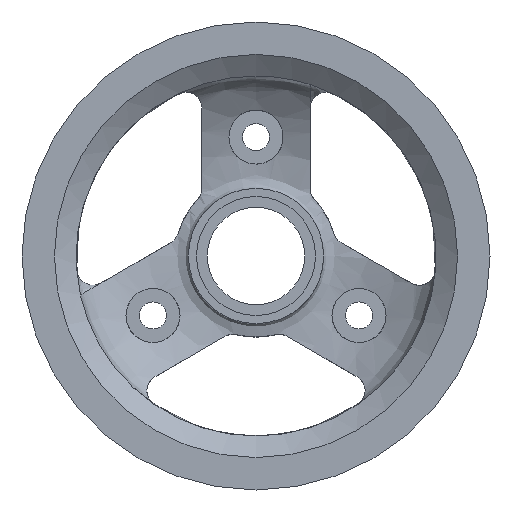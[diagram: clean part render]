
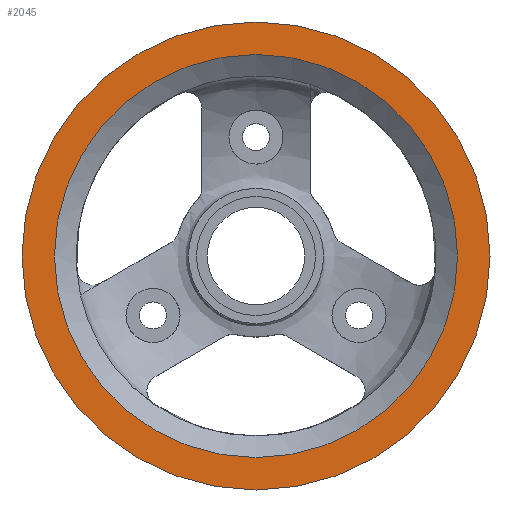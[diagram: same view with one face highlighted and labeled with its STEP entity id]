
A CAD part, left-side view. The second image highlights one B-rep face of the part: STEP entity #2045.
In plain terms, the highlighted planar face has unit normal (-1, 0, 0).
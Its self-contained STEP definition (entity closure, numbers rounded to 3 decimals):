
#388=FACE_BOUND('',#676,.T.);
#418=PLANE('',#2327);
#532=FACE_OUTER_BOUND('',#675,.T.);
#675=EDGE_LOOP('',(#1903));
#676=EDGE_LOOP('',(#1904));
#821=CIRCLE('',#2326,43.275);
#822=CIRCLE('',#2328,37.275);
#1013=VERTEX_POINT('',#4486);
#1014=VERTEX_POINT('',#4490);
#1312=EDGE_CURVE('',#1013,#1013,#821,.T.);
#1314=EDGE_CURVE('',#1014,#1014,#822,.T.);
#1903=ORIENTED_EDGE('',*,*,#1312,.T.);
#1904=ORIENTED_EDGE('',*,*,#1314,.F.);
#2045=ADVANCED_FACE('',(#532,#388),#418,.T.);
#2326=AXIS2_PLACEMENT_3D('',#4487,#2942,#2943);
#2327=AXIS2_PLACEMENT_3D('',#4489,#2945,#2946);
#2328=AXIS2_PLACEMENT_3D('',#4491,#2947,#2948);
#2942=DIRECTION('center_axis',(-1.,0.,0.));
#2943=DIRECTION('ref_axis',(0.,0.,1.));
#2945=DIRECTION('center_axis',(-1.,0.,0.));
#2946=DIRECTION('ref_axis',(0.,0.,1.));
#2947=DIRECTION('center_axis',(-1.,0.,0.));
#2948=DIRECTION('ref_axis',(0.,0.,1.));
#4486=CARTESIAN_POINT('',(-11.9,0.,-43.275));
#4487=CARTESIAN_POINT('Origin',(-11.9,0.,0.));
#4489=CARTESIAN_POINT('Origin',(-11.9,0.,37.275));
#4490=CARTESIAN_POINT('',(-11.9,0.,-37.275));
#4491=CARTESIAN_POINT('Origin',(-11.9,0.,0.));
